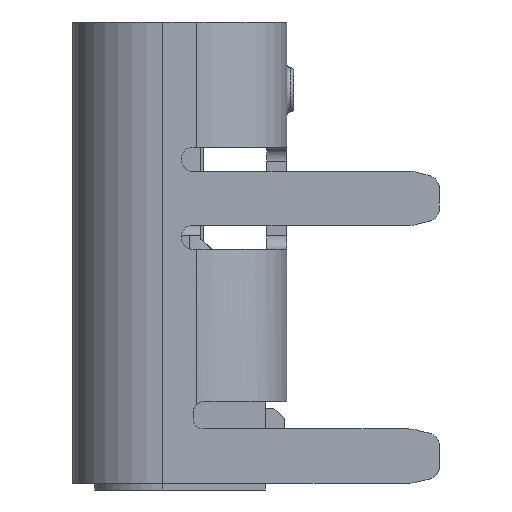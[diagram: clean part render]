
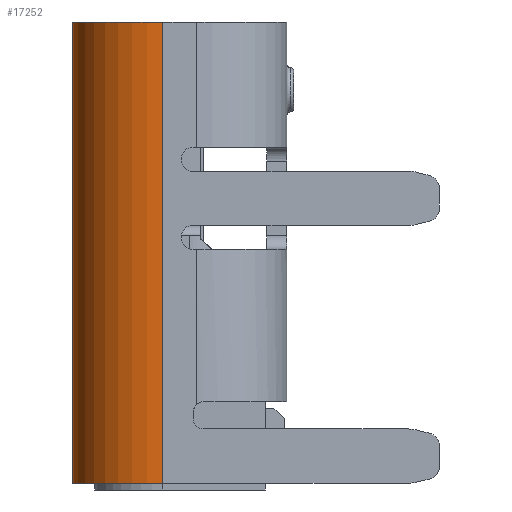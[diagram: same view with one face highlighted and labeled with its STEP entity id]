
A CAD part, left-side view. The second image highlights one B-rep face of the part: STEP entity #17252.
In plain terms, the highlighted cylindrical face has radius 1.33 mm (diameter 2.66 mm), a partial arc.
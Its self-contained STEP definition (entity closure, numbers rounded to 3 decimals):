
#478 = AXIS2_PLACEMENT_3D ( 'NONE', #19778, #790, #11965 ) ;
#579 = DIRECTION ( 'NONE',  ( -1., 0., 0. ) ) ;
#790 = DIRECTION ( 'NONE',  ( 0., 0., -1. ) ) ;
#990 = LINE ( 'NONE', #9591, #4766 ) ;
#1148 = VERTEX_POINT ( 'NONE', #19146 ) ;
#1267 = ORIENTED_EDGE ( 'NONE', *, *, #13119, .T. ) ;
#1752 = AXIS2_PLACEMENT_3D ( 'NONE', #14848, #10203, #13393 ) ;
#2569 = EDGE_CURVE ( 'NONE', #3968, #20650, #16679, .T. ) ;
#3725 = CIRCLE ( 'NONE', #6043, 1.33 ) ;
#3968 = VERTEX_POINT ( 'NONE', #13669 ) ;
#4766 = VECTOR ( 'NONE', #20529, 1000. ) ;
#5026 = EDGE_LOOP ( 'NONE', ( #20387, #17847, #1267, #7427 ) ) ;
#5717 = CYLINDRICAL_SURFACE ( 'NONE', #478, 1.33 ) ;
#6043 = AXIS2_PLACEMENT_3D ( 'NONE', #11668, #16494, #579 ) ;
#6410 = EDGE_CURVE ( 'NONE', #20294, #1148, #3725, .T. ) ;
#7078 = CARTESIAN_POINT ( 'NONE',  ( -4.47, 1.93, -3.35 ) ) ;
#7327 = VECTOR ( 'NONE', #17420, 1000. ) ;
#7427 = ORIENTED_EDGE ( 'NONE', *, *, #6410, .F. ) ;
#9536 = EDGE_CURVE ( 'NONE', #3968, #20294, #15020, .T. ) ;
#9591 = CARTESIAN_POINT ( 'NONE',  ( -3.14, 3.26, 3.45 ) ) ;
#10203 = DIRECTION ( 'NONE',  ( 0., 0., -1. ) ) ;
#11422 = CARTESIAN_POINT ( 'NONE',  ( -3.14, 3.26, 3.45 ) ) ;
#11668 = CARTESIAN_POINT ( 'NONE',  ( -3.14, 1.93, -3.35 ) ) ;
#11965 = DIRECTION ( 'NONE',  ( 1., 0., 0. ) ) ;
#12656 = FACE_OUTER_BOUND ( 'NONE', #5026, .T. ) ;
#13119 = EDGE_CURVE ( 'NONE', #20650, #1148, #990, .T. ) ;
#13393 = DIRECTION ( 'NONE',  ( -1., 0., 0. ) ) ;
#13669 = CARTESIAN_POINT ( 'NONE',  ( -4.47, 1.93, 3.45 ) ) ;
#14186 = CARTESIAN_POINT ( 'NONE',  ( -4.47, 1.93, 3.45 ) ) ;
#14848 = CARTESIAN_POINT ( 'NONE',  ( -3.14, 1.93, 3.45 ) ) ;
#15020 = LINE ( 'NONE', #14186, #7327 ) ;
#16494 = DIRECTION ( 'NONE',  ( 0., 0., -1. ) ) ;
#16679 = CIRCLE ( 'NONE', #1752, 1.33 ) ;
#17252 = ADVANCED_FACE ( 'NONE', ( #12656 ), #5717, .T. ) ;
#17420 = DIRECTION ( 'NONE',  ( 0., 0., -1. ) ) ;
#17847 = ORIENTED_EDGE ( 'NONE', *, *, #2569, .T. ) ;
#19146 = CARTESIAN_POINT ( 'NONE',  ( -3.14, 3.26, -3.35 ) ) ;
#19778 = CARTESIAN_POINT ( 'NONE',  ( -3.14, 1.93, 3.45 ) ) ;
#20294 = VERTEX_POINT ( 'NONE', #7078 ) ;
#20387 = ORIENTED_EDGE ( 'NONE', *, *, #9536, .F. ) ;
#20529 = DIRECTION ( 'NONE',  ( 0., 0., -1. ) ) ;
#20650 = VERTEX_POINT ( 'NONE', #11422 ) ;
